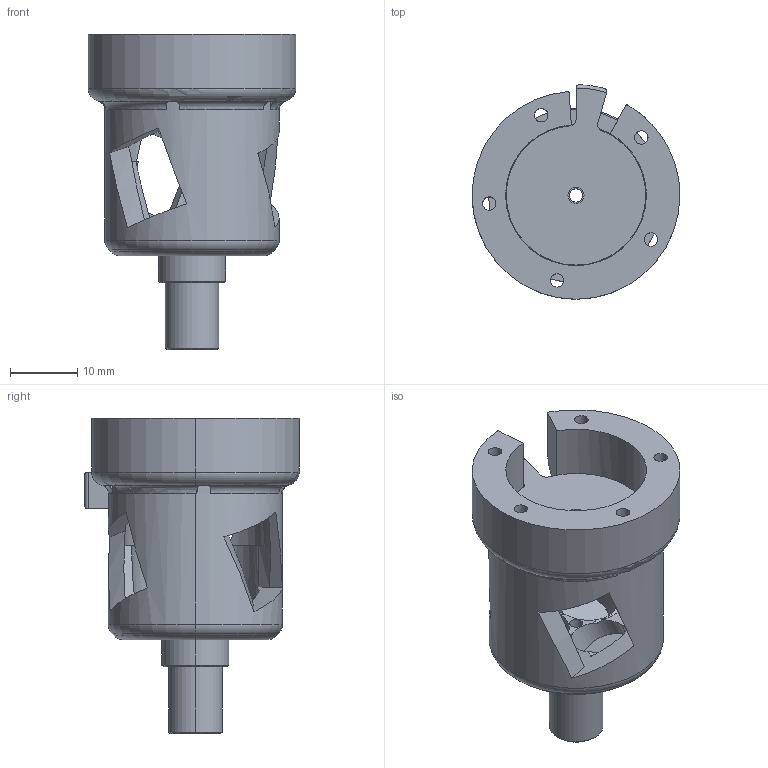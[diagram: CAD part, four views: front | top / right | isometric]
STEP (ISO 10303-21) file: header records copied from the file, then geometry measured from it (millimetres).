
FILE_DESCRIPTION (( 'STEP AP214' ), '1' );
FILE_NAME ('mk10 pressure cap.STEP', '2021-12-27T21:47:29', ( '' ), ( '' ), 'SwSTEP 2.0', 'SolidWorks 2016', '' );
FILE_SCHEMA (( 'AUTOMOTIVE_DESIGN' ));
Length unit declared in the file: millimetre
Products named in the file (2): mk10 pressure cap
Bounding box: 31 x 31.99 x 47 mm (x, y, z)
Volume: 10533.7 mm3; surface area: 7992.5 mm2
Topology: 2 solids, 2 shells, 163 faces, 451 edges, 293 vertices
Faces by surface type: cylinder 69, plane 52, torus 17, cone 14, bspline 11
Entity records: 5959 total; most frequent: CARTESIAN_POINT 1900, ORIENTED_EDGE 902, DIRECTION 801, EDGE_CURVE 451, AXIS2_PLACEMENT_3D 337, VERTEX_POINT 293, EDGE_LOOP 184, CIRCLE 183
